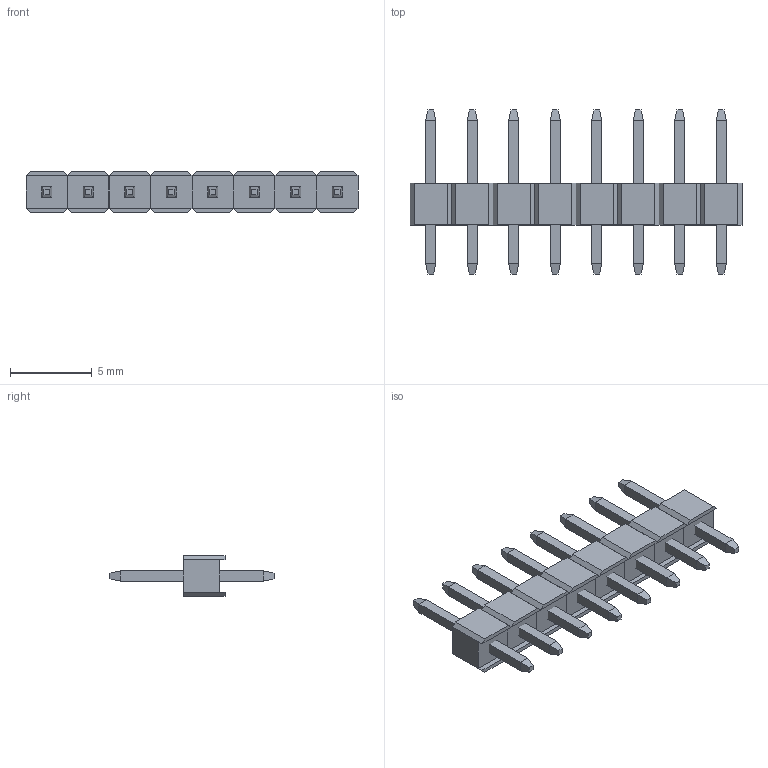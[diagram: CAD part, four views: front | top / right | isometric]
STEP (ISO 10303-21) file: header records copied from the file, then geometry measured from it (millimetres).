
FILE_DESCRIPTION(/* description */ (''),/* implementation_level */ '2;1');
FILE_NAME(/* name */ 'BG030-08-X-0450-0300-X-X_revG.step',/* time_stamp */ '2015-12-12T16:17:34+09:00',/* author */ (''),/* organization */ (''),/* preprocessor_version */ 'ST-DEVELOPER v16.2',/* originating_system */ 'Autodesk Translation Framework v4.3.0.2260',/* authorisation */ '');
FILE_SCHEMA (('AUTOMOTIVE_DESIGN { 1 0 10303 214 3 1 1 }'));
Length unit declared in the file: centimetre
Products named in the file (4): BG030-10-X-0450-0300-X-X_revG; BG030-10way-Insulator; BG030-Single-Insulator; BG030-Contact-10
Assembly tree (17 placements, depth 3):
  BG030-10-X-0450-0300-X-X_revG
    BG030-10way-Insulator
      BG030-Single-Insulator  x8
    BG030-Contact-10  x8
Bounding box: 20.32 x 10.04 x 2.5 mm (x, y, z)
Volume: 144.8 mm3; surface area: 497.2 mm2
Topology: 16 solids, 16 shells, 224 faces, 488 edges, 296 vertices
Faces by surface type: plane 224
Entity records: 932 total; most frequent: DIRECTION 159, CARTESIAN_POINT 147, ORIENTED_EDGE 122, LINE 61, VECTOR 61, EDGE_CURVE 61, AXIS2_PLACEMENT_3D 49, VERTEX_POINT 37
